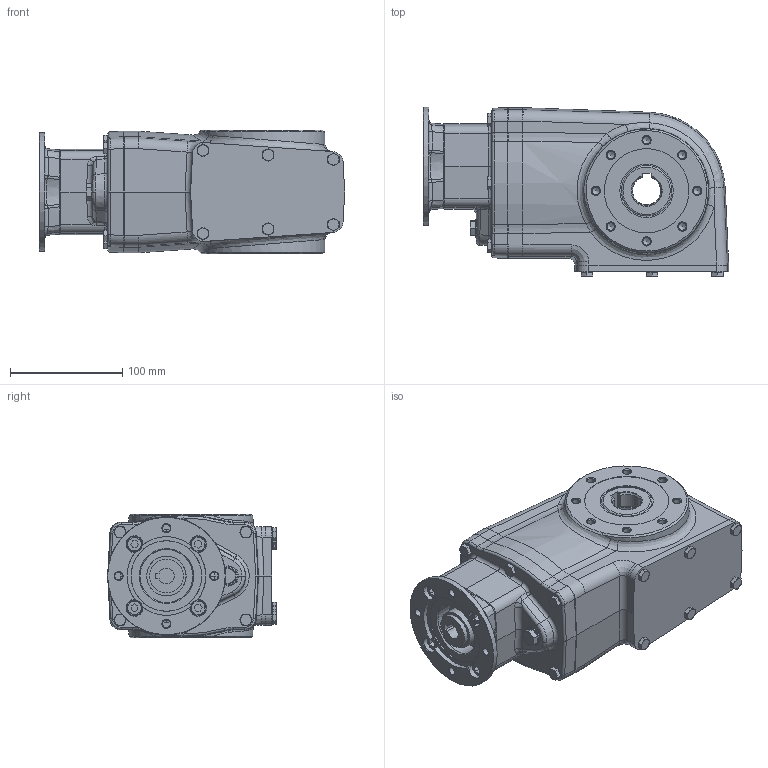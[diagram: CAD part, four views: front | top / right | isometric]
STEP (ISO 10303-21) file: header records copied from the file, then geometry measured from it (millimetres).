
FILE_DESCRIPTION(/* description */ ('Unknown'),/* implementation_level */ '2;1');
FILE_NAME(/* name */ '_P_X_42N_I_xxx_-C_FB_N_-Q_B3_C_',/* time_stamp */ '2025-09-24T07:37:19+02:00',/* author */ ('Unknown'),/* organization */ ('Unknown'),/* preprocessor_version */ 'ST-DEVELOPER v18.104',/* originating_system */ 'Solid Edge',/* authorisation */ 'Unknown');
FILE_SCHEMA (('AUTOMOTIVE_DESIGN {1 0 10303 214 3 1 1}'));
Length unit declared in the file: millimetre
Products named in the file (6): _P_X_42N_I_xxx_-C_FB_N_-Q_B3_C_; _B_X42N_I_xxx_-C_FB_N_; I634047; VTBIM08x16; C405092P
Assembly tree (8 placements, depth 3):
  _P_X_42N_I_xxx_-C_FB_N_-Q_B3_C_
    _B_X42N_I_xxx_-C_FB_N_
    I634047
      I634047
      VTBIM08x16  x4
    C405092P
Bounding box: 271.5 x 150.5 x 110 mm (x, y, z)
Volume: 2926014.2 mm3; surface area: 186099.9 mm2
Topology: 7 solids, 8 shells, 724 faces, 1718 edges, 1059 vertices
Faces by surface type: plane 252, cylinder 173, cone 161, bspline 88, torus 50
Full cylindrical faces by diameter (mm): 6.647 x40, 7 x4, 8 x4, 8.9 x12, 9 x4, 13 x4, 14 x4, 16.662 x1, 18 x1, 24.5 x1, 30 x1, 35 x2, 47 x1, 47.5 x2, 62 x3, 69.2 x2, 75 x2, 105 x1
Entity records: 24734 total; most frequent: CARTESIAN_POINT 6662, ORIENTED_EDGE 2752, DIRECTION 2731, EDGE_CURVE 1376, AXIS2_PLACEMENT_3D 1136, VERTEX_POINT 935, FACE_BOUND 931, EDGE_LOOP 911
